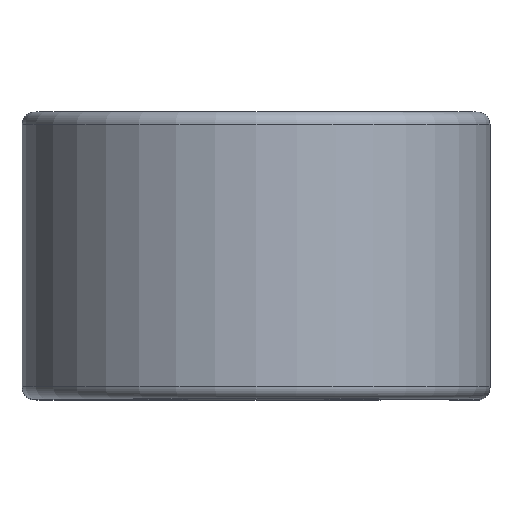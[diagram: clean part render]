
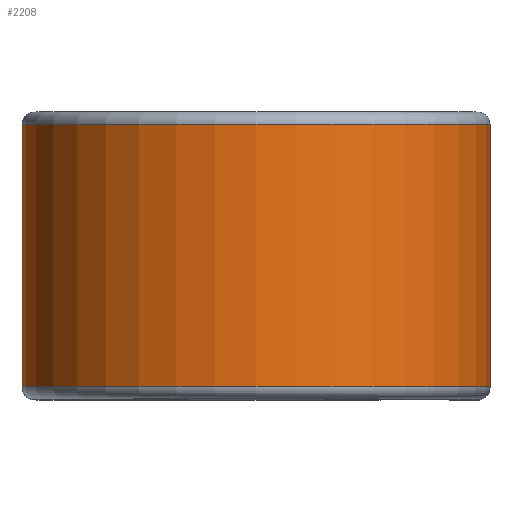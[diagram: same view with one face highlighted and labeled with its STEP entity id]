
A CAD part, top view. The second image highlights one B-rep face of the part: STEP entity #2208.
In plain terms, the highlighted cylindrical face has radius 14.224 mm (diameter 28.448 mm), a partial arc.
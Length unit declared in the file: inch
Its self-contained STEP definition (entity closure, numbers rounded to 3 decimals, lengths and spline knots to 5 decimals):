
#9 = ORIENTED_EDGE ( 'NONE', *, *, #2022, .T. ) ;
#120 = CARTESIAN_POINT ( 'NONE',  ( 0.56, 0.31375, 0.875 ) ) ;
#216 = LINE ( 'NONE', #2247, #1382 ) ;
#238 = EDGE_CURVE ( 'NONE', #2519, #2015, #216, .T. ) ;
#356 = ORIENTED_EDGE ( 'NONE', *, *, #569, .T. ) ;
#420 = CARTESIAN_POINT ( 'NONE',  ( -0.56, -0.31375, 0.875 ) ) ;
#569 = EDGE_CURVE ( 'NONE', #1884, #2015, #1753, .T. ) ;
#589 = DIRECTION ( 'NONE',  ( 0., -1., 0. ) ) ;
#650 = CARTESIAN_POINT ( 'NONE',  ( 0.56, -0.31375, 0.875 ) ) ;
#673 = VERTEX_POINT ( 'NONE', #650 ) ;
#698 = AXIS2_PLACEMENT_3D ( 'NONE', #1971, #589, #2202 ) ;
#844 = CIRCLE ( 'NONE', #698, 0.56 ) ;
#884 = ORIENTED_EDGE ( 'NONE', *, *, #238, .F. ) ;
#922 = LINE ( 'NONE', #2272, #1460 ) ;
#924 = CARTESIAN_POINT ( 'NONE',  ( 0., 0.31375, 0.875 ) ) ;
#1160 = DIRECTION ( 'NONE',  ( 0., 0., -1. ) ) ;
#1215 = AXIS2_PLACEMENT_3D ( 'NONE', #1414, #1666, #2810 ) ;
#1382 = VECTOR ( 'NONE', #2952, 39.37008 ) ;
#1414 = CARTESIAN_POINT ( 'NONE',  ( 0., 0.3125, 0.875 ) ) ;
#1460 = VECTOR ( 'NONE', #2501, 39.37008 ) ;
#1579 = CYLINDRICAL_SURFACE ( 'NONE', #1215, 0.56 ) ;
#1665 = EDGE_LOOP ( 'NONE', ( #9, #356, #884, #2366 ) ) ;
#1666 = DIRECTION ( 'NONE',  ( 0., -1., 0. ) ) ;
#1753 = CIRCLE ( 'NONE', #1911, 0.56 ) ;
#1884 = VERTEX_POINT ( 'NONE', #120 ) ;
#1911 = AXIS2_PLACEMENT_3D ( 'NONE', #924, #2532, #1160 ) ;
#1971 = CARTESIAN_POINT ( 'NONE',  ( 0., -0.31375, 0.875 ) ) ;
#2015 = VERTEX_POINT ( 'NONE', #2264 ) ;
#2022 = EDGE_CURVE ( 'NONE', #673, #1884, #922, .T. ) ;
#2202 = DIRECTION ( 'NONE',  ( 0., 0., -1. ) ) ;
#2208 = ADVANCED_FACE ( 'NONE', ( #2471 ), #1579, .T. ) ;
#2247 = CARTESIAN_POINT ( 'NONE',  ( -0.56, 0.31375, 0.875 ) ) ;
#2264 = CARTESIAN_POINT ( 'NONE',  ( -0.56, 0.31375, 0.875 ) ) ;
#2272 = CARTESIAN_POINT ( 'NONE',  ( 0.56, 0.31375, 0.875 ) ) ;
#2366 = ORIENTED_EDGE ( 'NONE', *, *, #2376, .F. ) ;
#2376 = EDGE_CURVE ( 'NONE', #673, #2519, #844, .T. ) ;
#2471 = FACE_OUTER_BOUND ( 'NONE', #1665, .T. ) ;
#2501 = DIRECTION ( 'NONE',  ( 0., 1., 0. ) ) ;
#2519 = VERTEX_POINT ( 'NONE', #420 ) ;
#2532 = DIRECTION ( 'NONE',  ( 0., -1., 0. ) ) ;
#2810 = DIRECTION ( 'NONE',  ( 0., 0., -1. ) ) ;
#2952 = DIRECTION ( 'NONE',  ( 0., 1., 0. ) ) ;
